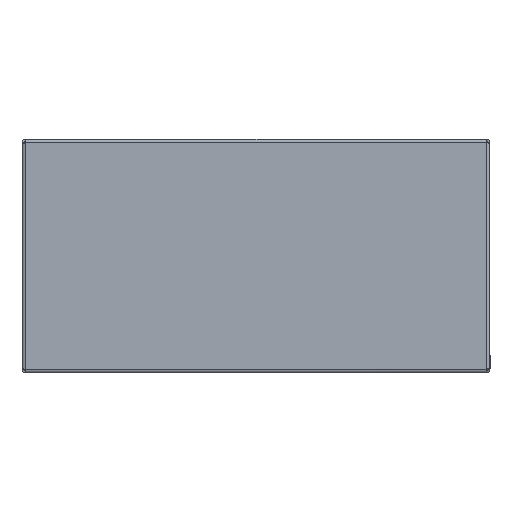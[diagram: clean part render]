
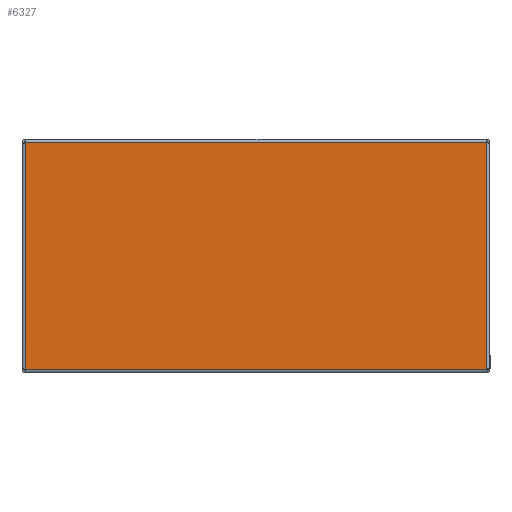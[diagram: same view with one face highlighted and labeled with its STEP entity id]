
A CAD part, front view. The second image highlights one B-rep face of the part: STEP entity #6327.
In plain terms, the highlighted planar face has unit normal (0, -1, 0).
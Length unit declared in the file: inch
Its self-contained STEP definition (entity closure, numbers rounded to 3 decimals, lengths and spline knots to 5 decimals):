
#54 = ORIENTED_EDGE ( 'NONE', *, *, #6041, .T. ) ;
#231 = DIRECTION ( 'NONE',  ( 0., -1., 0. ) ) ;
#329 = EDGE_CURVE ( 'NONE', #7476, #5826, #2118, .T. ) ;
#738 = LINE ( 'NONE', #9028, #8906 ) ;
#782 = PLANE ( 'NONE',  #9065 ) ;
#1099 = VERTEX_POINT ( 'NONE', #7387 ) ;
#1404 = ORIENTED_EDGE ( 'NONE', *, *, #329, .T. ) ;
#1517 = FACE_OUTER_BOUND ( 'NONE', #5293, .T. ) ;
#1608 = LINE ( 'NONE', #5775, #7317 ) ;
#1859 = VECTOR ( 'NONE', #8534, 39.37008 ) ;
#2118 = LINE ( 'NONE', #3547, #4677 ) ;
#2255 = CARTESIAN_POINT ( 'NONE',  ( 11.83352, 0., -12.66504 ) ) ;
#3145 = CARTESIAN_POINT ( 'NONE',  ( -11.83352, 0., -12.66504 ) ) ;
#3547 = CARTESIAN_POINT ( 'NONE',  ( 11.83352, 0., 0. ) ) ;
#3583 = DIRECTION ( 'NONE',  ( 0., 0., -1. ) ) ;
#3744 = ORIENTED_EDGE ( 'NONE', *, *, #8589, .T. ) ;
#3773 = CARTESIAN_POINT ( 'NONE',  ( -20.9548, 0., -12.66504 ) ) ;
#4269 = VERTEX_POINT ( 'NONE', #3145 ) ;
#4412 = DIRECTION ( 'NONE',  ( 0., 0., -1. ) ) ;
#4677 = VECTOR ( 'NONE', #8891, 39.37008 ) ;
#4939 = CARTESIAN_POINT ( 'NONE',  ( 11.83352, 0., -0.99806 ) ) ;
#5293 = EDGE_LOOP ( 'NONE', ( #8371, #3744, #1404, #54 ) ) ;
#5775 = CARTESIAN_POINT ( 'NONE',  ( -11.83352, 0., 0. ) ) ;
#5826 = VERTEX_POINT ( 'NONE', #4939 ) ;
#6041 = EDGE_CURVE ( 'NONE', #5826, #1099, #738, .T. ) ;
#6327 = ADVANCED_FACE ( 'NONE', ( #1517 ), #782, .T. ) ;
#6373 = EDGE_CURVE ( 'NONE', #1099, #4269, #1608, .T. ) ;
#6408 = CARTESIAN_POINT ( 'NONE',  ( -20.9548, 0., 0. ) ) ;
#7317 = VECTOR ( 'NONE', #4412, 39.37008 ) ;
#7387 = CARTESIAN_POINT ( 'NONE',  ( -11.83352, 0., -0.99806 ) ) ;
#7476 = VERTEX_POINT ( 'NONE', #2255 ) ;
#7789 = LINE ( 'NONE', #3773, #1859 ) ;
#8371 = ORIENTED_EDGE ( 'NONE', *, *, #6373, .T. ) ;
#8534 = DIRECTION ( 'NONE',  ( 1., 0., 0. ) ) ;
#8589 = EDGE_CURVE ( 'NONE', #4269, #7476, #7789, .T. ) ;
#8891 = DIRECTION ( 'NONE',  ( 0., 0., 1. ) ) ;
#8906 = VECTOR ( 'NONE', #8978, 39.37008 ) ;
#8978 = DIRECTION ( 'NONE',  ( -1., 0., 0. ) ) ;
#9028 = CARTESIAN_POINT ( 'NONE',  ( -20.9548, 0., -0.99806 ) ) ;
#9065 = AXIS2_PLACEMENT_3D ( 'NONE', #6408, #231, #3583 ) ;
